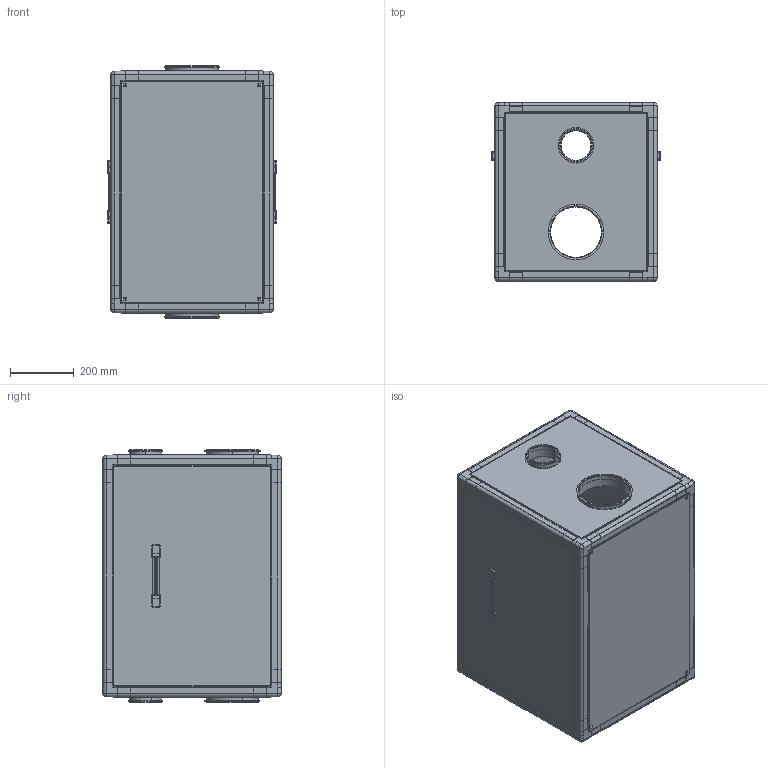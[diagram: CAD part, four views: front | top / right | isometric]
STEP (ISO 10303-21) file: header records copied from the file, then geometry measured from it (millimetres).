
FILE_DESCRIPTION (( 'STEP AP214' ), '1' );
FILE_NAME ('EvoDry 60Pro.STEP', '2024-10-29T12:37:57', ( '' ), ( '' ), 'SwSTEP 2.0', 'SolidWorks 2024', '' );
FILE_SCHEMA (( 'AUTOMOTIVE_DESIGN' ));
Length unit declared in the file: millimetre
Products named in the file (12): kh38-1013_grepp; Stos 160mm; Yttertoppobotten; Yttergavel; Arosio 25mm 668.95mm; Yttergavel Styrsida; Ytterlucka; Stos 100mm; Arosio 25mm 470mm; Arosio 25mm Hörn; EvoDry 60Pro; Arosio 25mm 420mm
Assembly tree (32 placements, depth 2):
  EvoDry 60Pro
    Arosio 25mm Hörn  x8
    Arosio 25mm 470mm  x4
    Arosio 25mm 668.95mm  x4
    Arosio 25mm 420mm  x4
    Yttertoppobotten  x2
    Yttergavel
    Stos 100mm  x2
    Stos 160mm  x2
    Ytterlucka  x2
    kh38-1013_grepp  x2
    Yttergavel Styrsida
Bounding box: 529.47 x 562.47 x 794.15 mm (x, y, z)
Volume: 4252469.3 mm3; surface area: 6445813.9 mm2
Topology: 50 solids, 50 shells, 1786 faces, 4574 edges, 2956 vertices
Faces by surface type: plane 1246, cylinder 444, bspline 56, cone 24, sphere 8, torus 8
Entity records: 22631 total; most frequent: CARTESIAN_POINT 5499, ORIENTED_EDGE 3428, DIRECTION 3351, EDGE_CURVE 1714, VECTOR 1209, LINE 1209, VERTEX_POINT 1091, AXIS2_PLACEMENT_3D 1071
